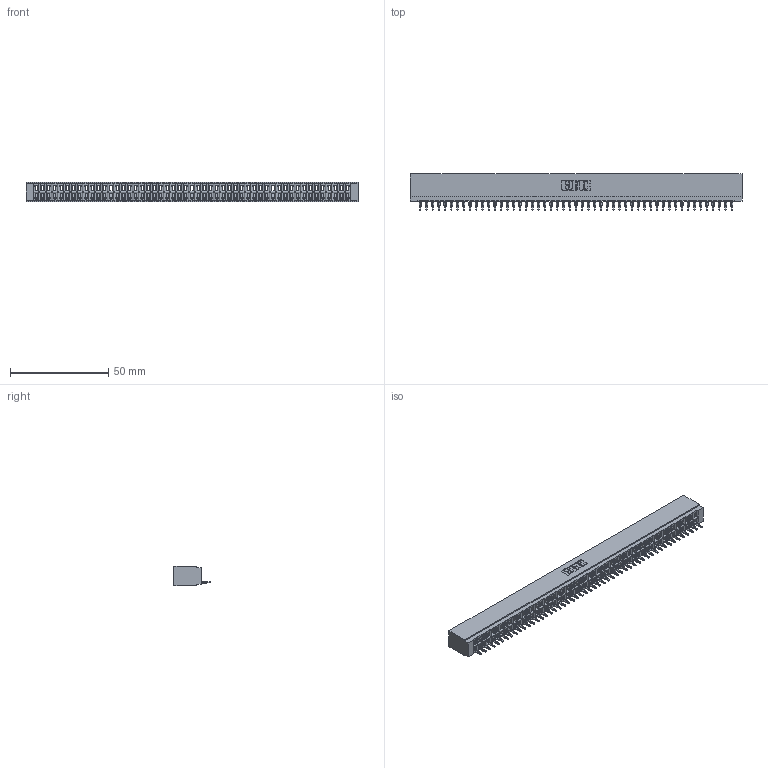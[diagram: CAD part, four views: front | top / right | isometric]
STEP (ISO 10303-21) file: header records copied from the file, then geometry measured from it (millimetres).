
FILE_DESCRIPTION (( 'STEP AP203' ), '1' );
FILE_NAME ('726-051-520-101.STEP', '2020-05-28T08:34:29', ( '' ), ( '' ), 'SwSTEP 2.0', 'SolidWorks 2020', '' );
FILE_SCHEMA (( 'CONFIG_CONTROL_DESIGN' ));
Products named in the file (3): 726 Part_.515 Slot Depth - 01; 746-292-001_520; 726-051-520-101
Assembly tree (52 placements, depth 2):
  726-051-520-101
    726 Part_.515 Slot Depth - 01
    746-292-001_520  x51
Bounding box: 169.16 x 18.4 x 9.91 mm (x, y, z)
Volume: 14976.8 mm3; surface area: 22634 mm2
Topology: 52 solids, 52 shells, 5605 faces, 15920 edges, 10222 vertices
Faces by surface type: plane 3268, bspline 1020, cylinder 1011, torus 306
Entity records: 75801 total; most frequent: CARTESIAN_POINT 15264, ORIENTED_EDGE 13340, DIRECTION 11020, EDGE_CURVE 6670, VECTOR 5976, LINE 5976, VERTEX_POINT 4422, AXIS2_PLACEMENT_3D 2522
